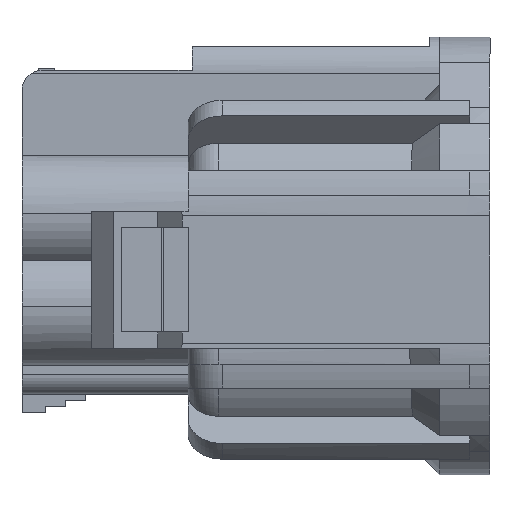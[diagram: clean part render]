
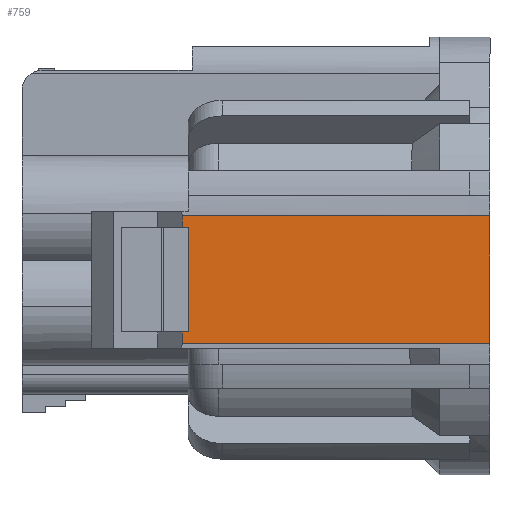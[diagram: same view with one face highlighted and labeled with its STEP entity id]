
A CAD part, front view. The second image highlights one B-rep face of the part: STEP entity #759.
In plain terms, the highlighted planar face has unit normal (0, -1, 0).
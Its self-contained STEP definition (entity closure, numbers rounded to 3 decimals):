
#698=AXIS2_PLACEMENT_3D('Plane Axis2P3D',#695,#696,#697) ;
#457=CARTESIAN_POINT('Line Origine',(-2.25,-14.1,8.05)) ;
#461=CARTESIAN_POINT('Vertex',(-1.207,-14.1,8.05)) ;
#463=CARTESIAN_POINT('Vertex',(-15.,-14.1,8.05)) ;
#466=CARTESIAN_POINT('Line Origine',(-2.25,-14.1,8.05)) ;
#470=CARTESIAN_POINT('Vertex',(0.,-14.1,8.05)) ;
#495=CARTESIAN_POINT('Vertex',(-15.3,-14.1,8.05)) ;
#498=CARTESIAN_POINT('Line Origine',(-2.25,-14.1,8.05)) ;
#695=CARTESIAN_POINT('Axis2P3D Location',(0.,-14.1,14.55)) ;
#700=CARTESIAN_POINT('Line Origine',(-15.15,-14.1,7.475)) ;
#704=CARTESIAN_POINT('Vertex',(-15.,-14.1,7.475)) ;
#706=CARTESIAN_POINT('Vertex',(-15.3,-14.1,7.475)) ;
#709=CARTESIAN_POINT('Line Origine',(-15.,-14.1,4.875)) ;
#713=CARTESIAN_POINT('Vertex',(-15.,-14.1,2.275)) ;
#716=CARTESIAN_POINT('Line Origine',(-15.15,-14.1,2.275)) ;
#720=CARTESIAN_POINT('Vertex',(-15.3,-14.1,2.275)) ;
#723=CARTESIAN_POINT('Line Origine',(-15.3,-14.1,1.988)) ;
#727=CARTESIAN_POINT('Vertex',(-15.3,-14.1,1.7)) ;
#730=CARTESIAN_POINT('Line Origine',(-7.65,-14.1,1.7)) ;
#734=CARTESIAN_POINT('Vertex',(0.,-14.1,1.7)) ;
#737=CARTESIAN_POINT('Line Origine',(0.,-14.1,4.875)) ;
#742=CARTESIAN_POINT('Line Origine',(-15.3,-14.1,7.763)) ;
#458=DIRECTION('Vector Direction',(-1.,0.,0.)) ;
#467=DIRECTION('Vector Direction',(-1.,0.,0.)) ;
#499=DIRECTION('Vector Direction',(-1.,0.,0.)) ;
#696=DIRECTION('Axis2P3D Direction',(0.,1.,0.)) ;
#697=DIRECTION('Axis2P3D XDirection',(0.,0.,-1.)) ;
#701=DIRECTION('Vector Direction',(1.,0.,0.)) ;
#710=DIRECTION('Vector Direction',(0.,0.,-1.)) ;
#717=DIRECTION('Vector Direction',(1.,0.,0.)) ;
#724=DIRECTION('Vector Direction',(0.,0.,1.)) ;
#731=DIRECTION('Vector Direction',(-1.,0.,0.)) ;
#738=DIRECTION('Vector Direction',(0.,0.,1.)) ;
#743=DIRECTION('Vector Direction',(0.,0.,1.)) ;
#459=VECTOR('Line Direction',#458,1.) ;
#468=VECTOR('Line Direction',#467,1.) ;
#500=VECTOR('Line Direction',#499,1.) ;
#702=VECTOR('Line Direction',#701,1.) ;
#711=VECTOR('Line Direction',#710,1.) ;
#718=VECTOR('Line Direction',#717,1.) ;
#725=VECTOR('Line Direction',#724,1.) ;
#732=VECTOR('Line Direction',#731,1.) ;
#739=VECTOR('Line Direction',#738,1.) ;
#744=VECTOR('Line Direction',#743,1.) ;
#748=ORIENTED_EDGE('',*,*,#708,.F.) ;
#749=ORIENTED_EDGE('',*,*,#715,.T.) ;
#750=ORIENTED_EDGE('',*,*,#722,.F.) ;
#751=ORIENTED_EDGE('',*,*,#729,.F.) ;
#752=ORIENTED_EDGE('',*,*,#736,.F.) ;
#753=ORIENTED_EDGE('',*,*,#741,.T.) ;
#754=ORIENTED_EDGE('',*,*,#472,.T.) ;
#755=ORIENTED_EDGE('',*,*,#465,.T.) ;
#756=ORIENTED_EDGE('',*,*,#502,.T.) ;
#757=ORIENTED_EDGE('',*,*,#746,.F.) ;
#759=ADVANCED_FACE('HSG',(#758),#699,.F.) ;
#465=EDGE_CURVE('',#462,#464,#460,.T.) ;
#472=EDGE_CURVE('',#471,#462,#469,.T.) ;
#502=EDGE_CURVE('',#464,#496,#501,.T.) ;
#708=EDGE_CURVE('',#705,#707,#703,.F.) ;
#715=EDGE_CURVE('',#705,#714,#712,.T.) ;
#722=EDGE_CURVE('',#721,#714,#719,.T.) ;
#729=EDGE_CURVE('',#728,#721,#726,.T.) ;
#736=EDGE_CURVE('',#735,#728,#733,.T.) ;
#741=EDGE_CURVE('',#735,#471,#740,.T.) ;
#746=EDGE_CURVE('',#707,#496,#745,.T.) ;
#747=EDGE_LOOP('',(#748,#749,#750,#751,#752,#753,#754,#755,#756,#757)) ;
#758=FACE_OUTER_BOUND('',#747,.T.) ;
#460=LINE('Line',#457,#459) ;
#469=LINE('Line',#466,#468) ;
#501=LINE('Line',#498,#500) ;
#703=LINE('Line',#700,#702) ;
#712=LINE('Line',#709,#711) ;
#719=LINE('Line',#716,#718) ;
#726=LINE('Line',#723,#725) ;
#733=LINE('Line',#730,#732) ;
#740=LINE('Line',#737,#739) ;
#745=LINE('Line',#742,#744) ;
#699=PLANE('',#698) ;
#462=VERTEX_POINT('',#461) ;
#464=VERTEX_POINT('',#463) ;
#471=VERTEX_POINT('',#470) ;
#496=VERTEX_POINT('',#495) ;
#705=VERTEX_POINT('',#704) ;
#707=VERTEX_POINT('',#706) ;
#714=VERTEX_POINT('',#713) ;
#721=VERTEX_POINT('',#720) ;
#728=VERTEX_POINT('',#727) ;
#735=VERTEX_POINT('',#734) ;
